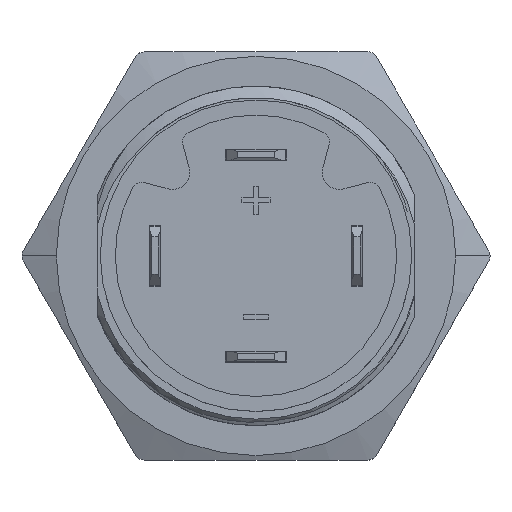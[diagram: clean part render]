
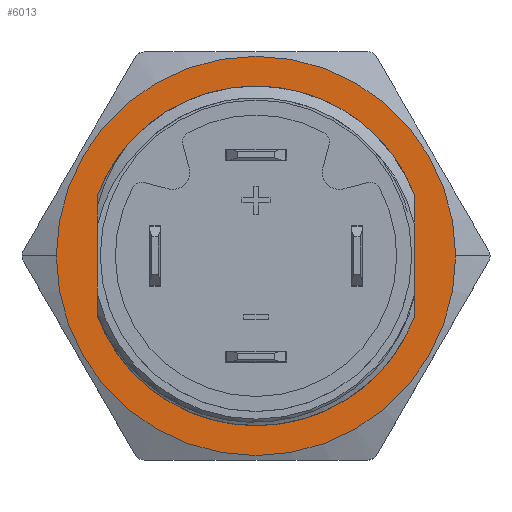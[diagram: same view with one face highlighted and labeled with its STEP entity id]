
A CAD part, top view. The second image highlights one B-rep face of the part: STEP entity #6013.
In plain terms, the highlighted planar face has unit normal (0, 0, 1).
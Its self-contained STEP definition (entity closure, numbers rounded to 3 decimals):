
#200=DIRECTION('',(0.,-1.,0.));
#201=VECTOR('',#200,5.092);
#202=CARTESIAN_POINT('',(7.4,2.326,-5.347));
#203=LINE('',#202,#201);
#1192=CARTESIAN_POINT('',(0.,0.,-5.347));
#1193=DIRECTION('',(0.,0.,-1.));
#1194=DIRECTION('',(0.937,-0.35,0.));
#1195=AXIS2_PLACEMENT_3D('',#1192,#1193,#1194);
#1417=CARTESIAN_POINT('',(4.27,-6.646,-5.347));
#1418=CARTESIAN_POINT('',(4.078,-6.761,-5.347));
#1419=CARTESIAN_POINT('',(3.686,-6.972,-5.347));
#1420=CARTESIAN_POINT('',(3.074,-7.237,-5.347));
#1421=CARTESIAN_POINT('',(2.443,-7.449,-5.347));
#1422=CARTESIAN_POINT('',(1.797,-7.607,-5.347));
#1423=CARTESIAN_POINT('',(1.142,-7.708,-5.347));
#1424=CARTESIAN_POINT('',(0.482,-7.754,-5.347));
#1425=CARTESIAN_POINT('',(-0.178,-7.744,-5.347));
#1426=CARTESIAN_POINT('',(-0.833,-7.677,-5.347));
#1427=CARTESIAN_POINT('',(-1.478,-7.555,-5.347));
#1428=CARTESIAN_POINT('',(-2.109,-7.38,-5.347));
#1429=CARTESIAN_POINT('',(-2.723,-7.151,-5.347));
#1430=CARTESIAN_POINT('',(-3.312,-6.872,-5.347));
#1431=CARTESIAN_POINT('',(-3.874,-6.544,-5.347));
#1432=CARTESIAN_POINT('',(-4.405,-6.17,-5.347));
#1433=CARTESIAN_POINT('',(-4.901,-5.753,-5.347));
#1434=CARTESIAN_POINT('',(-5.358,-5.296,-5.347));
#1435=CARTESIAN_POINT('',(-5.773,-4.803,-5.347));
#1436=CARTESIAN_POINT('',(-6.144,-4.277,-5.347));
#1437=CARTESIAN_POINT('',(-6.468,-3.723,-5.347));
#1438=CARTESIAN_POINT('',(-6.742,-3.144,-5.347));
#1439=CARTESIAN_POINT('',(-6.965,-2.546,-5.347));
#1440=CARTESIAN_POINT('',(-7.135,-1.931,-5.347));
#1441=CARTESIAN_POINT('',(-7.212,-1.516,-5.347));
#1442=CARTESIAN_POINT('',(-7.242,-1.306,-5.347));
#1625=CARTESIAN_POINT('',(0.,0.,-5.347));
#1626=DIRECTION('',(0.,0.,-1.));
#1627=DIRECTION('',(-1.,0.,0.));
#1628=AXIS2_PLACEMENT_3D('',#1625,#1626,#1627);
#1630=CARTESIAN_POINT('',(0.,0.,-5.347));
#1631=DIRECTION('',(0.,0.,-1.));
#1632=DIRECTION('',(1.,0.,0.));
#1633=AXIS2_PLACEMENT_3D('',#1630,#1631,#1632);
#1635=CARTESIAN_POINT('',(-1.306,7.242,-5.347));
#1636=CARTESIAN_POINT('',(-1.1,7.287,-5.347));
#1637=CARTESIAN_POINT('',(-0.687,7.359,-5.347));
#1638=CARTESIAN_POINT('',(-0.056,7.415,-5.347));
#1639=CARTESIAN_POINT('',(0.578,7.416,-5.347));
#1640=CARTESIAN_POINT('',(1.212,7.363,-5.347));
#1641=CARTESIAN_POINT('',(1.84,7.256,-5.347));
#1642=CARTESIAN_POINT('',(2.458,7.095,-5.347));
#1643=CARTESIAN_POINT('',(3.062,6.882,-5.347));
#1644=CARTESIAN_POINT('',(3.647,6.617,-5.347));
#1645=CARTESIAN_POINT('',(4.208,6.304,-5.347));
#1646=CARTESIAN_POINT('',(4.742,5.942,-5.347));
#1647=CARTESIAN_POINT('',(5.245,5.536,-5.347));
#1648=CARTESIAN_POINT('',(5.712,5.088,-5.347));
#1649=CARTESIAN_POINT('',(6.141,4.6,-5.347));
#1650=CARTESIAN_POINT('',(6.528,4.076,-5.347));
#1651=CARTESIAN_POINT('',(6.87,3.521,-5.347));
#1652=CARTESIAN_POINT('',(7.164,2.937,-5.347));
#1653=CARTESIAN_POINT('',(7.327,2.532,-5.347));
#1654=CARTESIAN_POINT('',(7.4,2.326,-5.347));
#1837=CARTESIAN_POINT('',(-7.242,-1.306,-5.347));
#1838=CARTESIAN_POINT('',(-7.278,-1.106,-5.347));
#1839=CARTESIAN_POINT('',(-7.333,-0.705,-5.347));
#1840=CARTESIAN_POINT('',(-7.367,-0.096,-5.347));
#1841=CARTESIAN_POINT('',(-7.349,0.513,-5.347));
#1842=CARTESIAN_POINT('',(-7.282,1.117,-5.347));
#1843=CARTESIAN_POINT('',(-7.165,1.716,-5.347));
#1844=CARTESIAN_POINT('',(-6.999,2.3,-5.347));
#1845=CARTESIAN_POINT('',(-6.785,2.871,-5.347));
#1846=CARTESIAN_POINT('',(-6.524,3.422,-5.347));
#1847=CARTESIAN_POINT('',(-6.22,3.948,-5.347));
#1848=CARTESIAN_POINT('',(-5.872,4.449,-5.347));
#1849=CARTESIAN_POINT('',(-5.485,4.918,-5.347));
#1850=CARTESIAN_POINT('',(-5.059,5.355,-5.347));
#1851=CARTESIAN_POINT('',(-4.6,5.754,-5.347));
#1852=CARTESIAN_POINT('',(-4.11,6.114,-5.347));
#1853=CARTESIAN_POINT('',(-3.59,6.433,-5.347));
#1854=CARTESIAN_POINT('',(-3.047,6.707,-5.347));
#1855=CARTESIAN_POINT('',(-2.482,6.936,-5.347));
#1856=CARTESIAN_POINT('',(-1.901,7.117,-5.347));
#1857=CARTESIAN_POINT('',(-1.506,7.206,-5.347));
#1858=CARTESIAN_POINT('',(-1.306,7.242,-5.347));
#4760=CARTESIAN_POINT('',(7.4,-2.766,-5.347));
#4761=CARTESIAN_POINT('',(4.27,-6.646,-5.347));
#4762=VERTEX_POINT('',#4760);
#4763=VERTEX_POINT('',#4761);
#4768=VERTEX_POINT('',#1635);
#4769=VERTEX_POINT('',#1654);
#4770=VERTEX_POINT('',#1837);
#4774=CARTESIAN_POINT('',(-9.292,0.,-5.347));
#4775=CARTESIAN_POINT('',(9.292,0.,-5.347));
#4776=VERTEX_POINT('',#4774);
#4777=VERTEX_POINT('',#4775);
#5993=CARTESIAN_POINT('',(0.,0.,-5.347));
#5994=DIRECTION('',(0.,0.,1.));
#5995=DIRECTION('',(1.,0.,0.));
#5996=AXIS2_PLACEMENT_3D('',#5993,#5994,#5995);
#5997=PLANE('',#5996);
#5999=ORIENTED_EDGE('',*,*,#5998,.T.);
#6001=ORIENTED_EDGE('',*,*,#6000,.T.);
#6002=EDGE_LOOP('',(#5999,#6001));
#6003=FACE_OUTER_BOUND('',#6002,.F.);
#6004=ORIENTED_EDGE('',*,*,#5657,.F.);
#6005=ORIENTED_EDGE('',*,*,#5421,.F.);
#6007=ORIENTED_EDGE('',*,*,#6006,.F.);
#6009=ORIENTED_EDGE('',*,*,#6008,.F.);
#6010=ORIENTED_EDGE('',*,*,#5978,.F.);
#6011=EDGE_LOOP('',(#6004,#6005,#6007,#6009,#6010));
#6012=FACE_BOUND('',#6011,.F.);
#1196=CIRCLE('',#1195,7.9);
#1443=B_SPLINE_CURVE_WITH_KNOTS('',3,(#1417,#1418,#1419,#1420,#1421,#1422,#1423,
#1424,#1425,#1426,#1427,#1428,#1429,#1430,#1431,#1432,#1433,#1434,#1435,#1436,
#1437,#1438,#1439,#1440,#1441,#1442),.UNSPECIFIED.,.F.,.F.,(4,1,1,1,1,1,1,1,1,1,
1,1,1,1,1,1,1,1,1,1,1,1,1,4),(0.,0.043,0.087,
0.13,0.174,0.217,0.261,
0.304,0.348,0.391,0.435,
0.478,0.522,0.565,0.609,
0.652,0.696,0.739,0.783,
0.826,0.87,0.913,0.957,1.),
.UNSPECIFIED.);
#1629=CIRCLE('',#1628,9.292);
#1634=CIRCLE('',#1633,9.292);
#1655=B_SPLINE_CURVE_WITH_KNOTS('',3,(#1635,#1636,#1637,#1638,#1639,#1640,#1641,
#1642,#1643,#1644,#1645,#1646,#1647,#1648,#1649,#1650,#1651,#1652,#1653,#1654),
.UNSPECIFIED.,.F.,.F.,(4,1,1,1,1,1,1,1,1,1,1,1,1,1,1,1,1,4),(0.,
0.059,0.118,0.176,0.235,
0.294,0.353,0.412,0.471,
0.529,0.588,0.647,0.706,
0.765,0.824,0.882,0.941,1.),
.UNSPECIFIED.);
#1859=B_SPLINE_CURVE_WITH_KNOTS('',3,(#1837,#1838,#1839,#1840,#1841,#1842,#1843,
#1844,#1845,#1846,#1847,#1848,#1849,#1850,#1851,#1852,#1853,#1854,#1855,#1856,
#1857,#1858),.UNSPECIFIED.,.F.,.F.,(4,1,1,1,1,1,1,1,1,1,1,1,1,1,1,1,1,1,1,4),(
0.,0.053,0.105,0.158,0.211,
0.263,0.316,0.368,0.421,
0.474,0.526,0.579,0.632,
0.684,0.737,0.789,0.842,
0.895,0.947,1.),.UNSPECIFIED.);
#5421=EDGE_CURVE('',#4769,#4762,#203,.T.);
#5657=EDGE_CURVE('',#4762,#4763,#1196,.T.);
#5978=EDGE_CURVE('',#4763,#4770,#1443,.T.);
#5998=EDGE_CURVE('',#4776,#4777,#1629,.T.);
#6000=EDGE_CURVE('',#4777,#4776,#1634,.T.);
#6006=EDGE_CURVE('',#4768,#4769,#1655,.T.);
#6008=EDGE_CURVE('',#4770,#4768,#1859,.T.);
#6013=ADVANCED_FACE('',(#6003,#6012),#5997,.T.);
